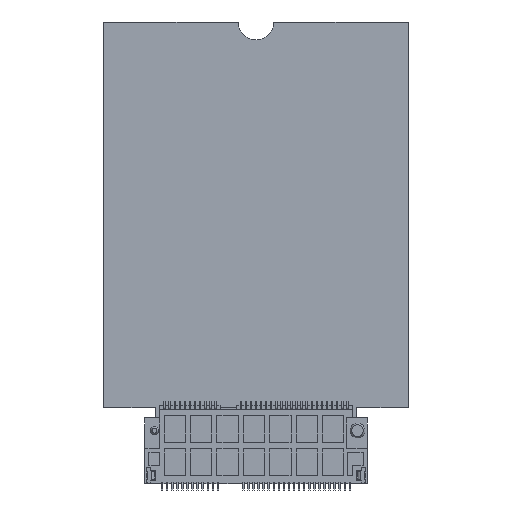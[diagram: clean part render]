
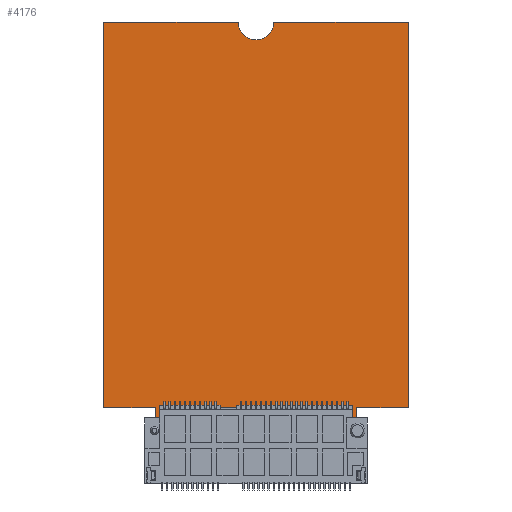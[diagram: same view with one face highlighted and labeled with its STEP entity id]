
A CAD part, front view. The second image highlights one B-rep face of the part: STEP entity #4176.
In plain terms, the highlighted planar face has unit normal (0, -1, 0).
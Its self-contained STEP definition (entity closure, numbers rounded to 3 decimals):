
#4176=ADVANCED_FACE('',(#8879),#6209,.T.);
#6209=PLANE('',#55935);
#8879=FACE_OUTER_BOUND('',#11576,.T.);
#11576=EDGE_LOOP('',(#26169,#26170,#26171,#26172,#26173,#26174,#26175,#26176,
#26177,#26178,#26179,#26180,#26181,#26182));
#26169=ORIENTED_EDGE('',*,*,#38304,.F.);
#26170=ORIENTED_EDGE('',*,*,#38344,.F.);
#26171=ORIENTED_EDGE('',*,*,#38341,.F.);
#26172=ORIENTED_EDGE('',*,*,#38338,.F.);
#26173=ORIENTED_EDGE('',*,*,#38335,.F.);
#26174=ORIENTED_EDGE('',*,*,#38332,.F.);
#26175=ORIENTED_EDGE('',*,*,#38329,.F.);
#26176=ORIENTED_EDGE('',*,*,#38326,.F.);
#26177=ORIENTED_EDGE('',*,*,#38323,.F.);
#26178=ORIENTED_EDGE('',*,*,#38320,.F.);
#26179=ORIENTED_EDGE('',*,*,#38317,.F.);
#26180=ORIENTED_EDGE('',*,*,#38314,.F.);
#26181=ORIENTED_EDGE('',*,*,#38311,.F.);
#26182=ORIENTED_EDGE('',*,*,#38308,.F.);
#31015=VERTEX_POINT('',#84691);
#31016=VERTEX_POINT('',#84692);
#31019=VERTEX_POINT('',#84700);
#31021=VERTEX_POINT('',#84706);
#31023=VERTEX_POINT('',#84712);
#31025=VERTEX_POINT('',#84718);
#31027=VERTEX_POINT('',#84724);
#31029=VERTEX_POINT('',#84730);
#31031=VERTEX_POINT('',#84736);
#31033=VERTEX_POINT('',#84742);
#31035=VERTEX_POINT('',#84748);
#31037=VERTEX_POINT('',#84754);
#31039=VERTEX_POINT('',#84760);
#31041=VERTEX_POINT('',#84766);
#38304=EDGE_CURVE('',#31015,#31016,#45663,.T.);
#38308=EDGE_CURVE('',#31016,#31019,#45667,.T.);
#38311=EDGE_CURVE('',#31019,#31021,#45670,.T.);
#38314=EDGE_CURVE('',#31021,#31023,#45673,.T.);
#38317=EDGE_CURVE('',#31023,#31025,#45676,.T.);
#38320=EDGE_CURVE('',#31025,#31027,#39628,.T.);
#38323=EDGE_CURVE('',#31027,#31029,#45680,.T.);
#38326=EDGE_CURVE('',#31029,#31031,#45683,.T.);
#38329=EDGE_CURVE('',#31031,#31033,#45686,.T.);
#38332=EDGE_CURVE('',#31033,#31035,#45689,.T.);
#38335=EDGE_CURVE('',#31035,#31037,#45692,.T.);
#38338=EDGE_CURVE('',#31037,#31039,#45695,.T.);
#38341=EDGE_CURVE('',#31039,#31041,#39630,.T.);
#38344=EDGE_CURVE('',#31041,#31015,#45699,.T.);
#39628=CIRCLE('',#55921,0.6);
#39630=CIRCLE('',#55930,1.75);
#45663=LINE('',#84690,#51686);
#45667=LINE('',#84699,#51690);
#45670=LINE('',#84705,#51693);
#45673=LINE('',#84711,#51696);
#45676=LINE('',#84717,#51699);
#45680=LINE('',#84729,#51703);
#45683=LINE('',#84735,#51706);
#45686=LINE('',#84741,#51709);
#45689=LINE('',#84747,#51712);
#45692=LINE('',#84753,#51715);
#45695=LINE('',#84759,#51718);
#45699=LINE('',#84771,#51722);
#51686=VECTOR('',#69793,1.);
#51690=VECTOR('',#69799,1.);
#51693=VECTOR('',#69804,1.);
#51696=VECTOR('',#69809,1.);
#51699=VECTOR('',#69814,1.);
#51703=VECTOR('',#69826,1.);
#51706=VECTOR('',#69831,1.);
#51709=VECTOR('',#69836,1.);
#51712=VECTOR('',#69841,1.);
#51715=VECTOR('',#69846,1.);
#51718=VECTOR('',#69851,1.);
#51722=VECTOR('',#69863,1.);
#55921=AXIS2_PLACEMENT_3D('',#84723,#69819,#69820);
#55930=AXIS2_PLACEMENT_3D('',#84765,#69856,#69857);
#55935=AXIS2_PLACEMENT_3D('',#84775,#69869,#69870);
#69793=DIRECTION('',(0.,0.,-1.));
#69799=DIRECTION('',(-1.,0.,0.));
#69804=DIRECTION('',(0.,0.,-1.));
#69809=DIRECTION('',(-1.,0.,0.));
#69814=DIRECTION('',(0.,0.,1.));
#69819=DIRECTION('',(0.,-1.,0.));
#69820=DIRECTION('',(-1.,0.,0.));
#69826=DIRECTION('',(0.,0.,-1.));
#69831=DIRECTION('',(-1.,0.,0.));
#69836=DIRECTION('',(0.,0.,1.));
#69841=DIRECTION('',(-1.,0.,0.));
#69846=DIRECTION('',(0.,0.,1.));
#69851=DIRECTION('',(1.,0.,0.));
#69856=DIRECTION('',(0.,-1.,0.));
#69857=DIRECTION('',(-1.,0.,0.));
#69863=DIRECTION('',(1.,0.,0.));
#69869=DIRECTION('',(0.,-1.,0.));
#69870=DIRECTION('',(1.,0.,0.));
#84690=CARTESIAN_POINT('',(15.,0.705,41.75));
#84691=CARTESIAN_POINT('',(15.,0.705,41.75));
#84692=CARTESIAN_POINT('',(15.,0.705,3.75));
#84699=CARTESIAN_POINT('',(15.,0.705,3.75));
#84700=CARTESIAN_POINT('',(9.925,0.705,3.75));
#84705=CARTESIAN_POINT('',(9.925,0.705,3.75));
#84706=CARTESIAN_POINT('',(9.925,0.705,-0.25));
#84711=CARTESIAN_POINT('',(9.925,0.705,-0.25));
#84712=CARTESIAN_POINT('',(-2.025,0.705,-0.25));
#84717=CARTESIAN_POINT('',(-2.025,0.705,-0.25));
#84718=CARTESIAN_POINT('',(-2.025,0.705,2.66));
#84723=CARTESIAN_POINT('',(-2.625,0.705,2.66));
#84724=CARTESIAN_POINT('',(-3.225,0.705,2.66));
#84729=CARTESIAN_POINT('',(-3.225,0.705,2.66));
#84730=CARTESIAN_POINT('',(-3.225,0.705,-0.25));
#84735=CARTESIAN_POINT('',(-3.225,0.705,-0.25));
#84736=CARTESIAN_POINT('',(-9.925,0.705,-0.25));
#84741=CARTESIAN_POINT('',(-9.925,0.705,-0.25));
#84742=CARTESIAN_POINT('',(-9.925,0.705,3.75));
#84747=CARTESIAN_POINT('',(-9.925,0.705,3.75));
#84748=CARTESIAN_POINT('',(-15.,0.705,3.75));
#84753=CARTESIAN_POINT('',(-15.,0.705,3.75));
#84754=CARTESIAN_POINT('',(-15.,0.705,41.75));
#84759=CARTESIAN_POINT('',(-15.,0.705,41.75));
#84760=CARTESIAN_POINT('',(-1.75,0.705,41.75));
#84765=CARTESIAN_POINT('',(0.,0.705,41.75));
#84766=CARTESIAN_POINT('',(1.75,0.705,41.75));
#84771=CARTESIAN_POINT('',(1.75,0.705,41.75));
#84775=CARTESIAN_POINT('',(-2.625,0.705,2.66));
